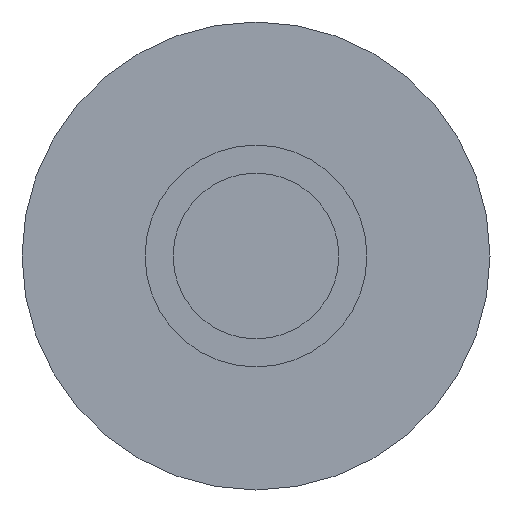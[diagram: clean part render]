
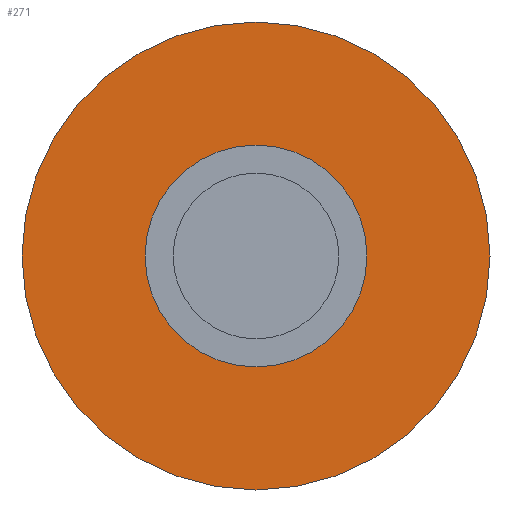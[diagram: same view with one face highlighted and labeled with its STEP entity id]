
A CAD part, front view. The second image highlights one B-rep face of the part: STEP entity #271.
In plain terms, the highlighted planar face has unit normal (0, -1, 0).
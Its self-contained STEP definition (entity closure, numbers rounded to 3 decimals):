
#22=FACE_BOUND('',#65,.T.);
#29=PLANE('',#323);
#44=FACE_OUTER_BOUND('',#64,.T.);
#64=EDGE_LOOP('',(#216));
#65=EDGE_LOOP('',(#217));
#107=CIRCLE('',#322,67.5);
#108=CIRCLE('',#324,25.4);
#128=VERTEX_POINT('',#506);
#129=VERTEX_POINT('',#510);
#157=EDGE_CURVE('',#128,#128,#107,.T.);
#159=EDGE_CURVE('',#129,#129,#108,.T.);
#216=ORIENTED_EDGE('',*,*,#157,.T.);
#217=ORIENTED_EDGE('',*,*,#159,.F.);
#271=ADVANCED_FACE('',(#44,#22),#29,.T.);
#322=AXIS2_PLACEMENT_3D('',#507,#398,#399);
#323=AXIS2_PLACEMENT_3D('',#509,#401,#402);
#324=AXIS2_PLACEMENT_3D('',#511,#403,#404);
#398=DIRECTION('center_axis',(0.,-1.,0.));
#399=DIRECTION('ref_axis',(1.,0.,0.));
#401=DIRECTION('center_axis',(0.,-1.,0.));
#402=DIRECTION('ref_axis',(0.,0.,-1.));
#403=DIRECTION('center_axis',(0.,-1.,0.));
#404=DIRECTION('ref_axis',(1.,0.,0.));
#506=CARTESIAN_POINT('',(-67.5,25.25,0.));
#507=CARTESIAN_POINT('Origin',(0.,25.25,0.));
#509=CARTESIAN_POINT('Origin',(25.4,25.25,0.));
#510=CARTESIAN_POINT('',(-25.4,25.25,0.));
#511=CARTESIAN_POINT('Origin',(0.,25.25,0.));
